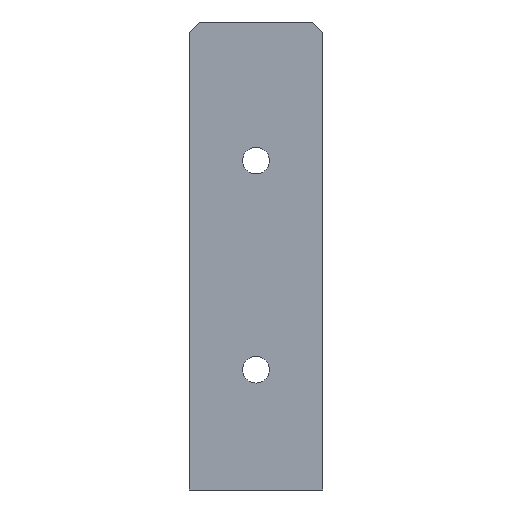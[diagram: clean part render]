
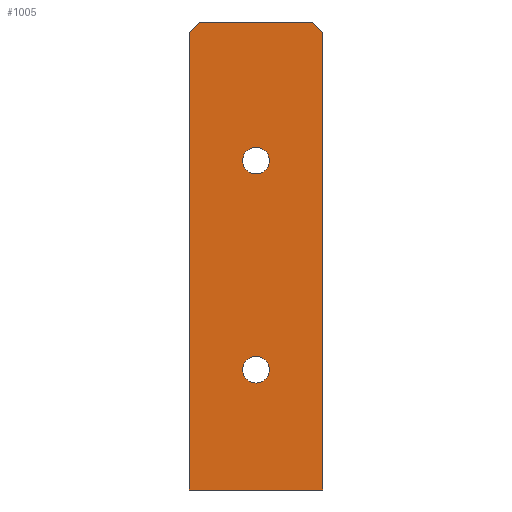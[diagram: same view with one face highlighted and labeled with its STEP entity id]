
A CAD part, left-side view. The second image highlights one B-rep face of the part: STEP entity #1005.
In plain terms, the highlighted planar face has unit normal (-1, 0, 0).
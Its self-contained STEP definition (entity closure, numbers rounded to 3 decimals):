
#31=CIRCLE('',#1074,2.);
#32=CIRCLE('',#1075,2.);
#79=FACE_BOUND('',#218,.T.);
#80=FACE_BOUND('',#219,.T.);
#92=PLANE('',#1073);
#153=FACE_OUTER_BOUND('',#217,.T.);
#217=EDGE_LOOP('',(#788,#789,#790,#791,#792,#793));
#218=EDGE_LOOP('',(#794));
#219=EDGE_LOOP('',(#795));
#284=LINE('',#3097,#367);
#295=LINE('',#3126,#378);
#300=LINE('',#3142,#383);
#301=LINE('',#3144,#384);
#302=LINE('',#3146,#385);
#303=LINE('',#3147,#386);
#367=VECTOR('',#1163,10.);
#378=VECTOR('',#1192,10.);
#383=VECTOR('',#1205,10.);
#384=VECTOR('',#1206,10.);
#385=VECTOR('',#1207,10.);
#386=VECTOR('',#1208,10.);
#468=VERTEX_POINT('',#3095);
#469=VERTEX_POINT('',#3096);
#478=VERTEX_POINT('',#3125);
#485=VERTEX_POINT('',#3141);
#486=VERTEX_POINT('',#3143);
#487=VERTEX_POINT('',#3145);
#488=VERTEX_POINT('',#3148);
#489=VERTEX_POINT('',#3150);
#570=EDGE_CURVE('',#468,#469,#284,.T.);
#585=EDGE_CURVE('',#478,#469,#295,.T.);
#593=EDGE_CURVE('',#468,#485,#300,.T.);
#594=EDGE_CURVE('',#486,#485,#301,.T.);
#595=EDGE_CURVE('',#487,#486,#302,.T.);
#596=EDGE_CURVE('',#478,#487,#303,.T.);
#597=EDGE_CURVE('',#488,#488,#31,.T.);
#598=EDGE_CURVE('',#489,#489,#32,.T.);
#788=ORIENTED_EDGE('',*,*,#570,.F.);
#789=ORIENTED_EDGE('',*,*,#593,.T.);
#790=ORIENTED_EDGE('',*,*,#594,.F.);
#791=ORIENTED_EDGE('',*,*,#595,.F.);
#792=ORIENTED_EDGE('',*,*,#596,.F.);
#793=ORIENTED_EDGE('',*,*,#585,.T.);
#794=ORIENTED_EDGE('',*,*,#597,.T.);
#795=ORIENTED_EDGE('',*,*,#598,.T.);
#1005=ADVANCED_FACE('',(#153,#79,#80),#92,.T.);
#1073=AXIS2_PLACEMENT_3D('',#3140,#1203,#1204);
#1074=AXIS2_PLACEMENT_3D('',#3149,#1209,#1210);
#1075=AXIS2_PLACEMENT_3D('',#3151,#1211,#1212);
#1163=DIRECTION('',(0.,-0.707,-0.707));
#1192=DIRECTION('',(0.,0.,1.));
#1203=DIRECTION('center_axis',(-1.,0.,0.));
#1204=DIRECTION('ref_axis',(0.,0.,1.));
#1205=DIRECTION('',(0.,1.,0.));
#1206=DIRECTION('',(0.,-0.707,0.707));
#1207=DIRECTION('',(0.,0.,1.));
#1208=DIRECTION('',(0.,1.,0.));
#1209=DIRECTION('center_axis',(1.,0.,0.));
#1210=DIRECTION('ref_axis',(0.,1.,0.));
#1211=DIRECTION('center_axis',(1.,0.,0.));
#1212=DIRECTION('ref_axis',(0.,1.,0.));
#3095=CARTESIAN_POINT('',(0.,1.5,70.));
#3096=CARTESIAN_POINT('',(0.,0.,68.5));
#3097=CARTESIAN_POINT('',(0.,-16.75,51.75));
#3125=CARTESIAN_POINT('',(0.,0.,0.));
#3126=CARTESIAN_POINT('',(0.,0.,0.));
#3140=CARTESIAN_POINT('Origin',(0.,0.,0.));
#3141=CARTESIAN_POINT('',(0.,18.5,70.));
#3142=CARTESIAN_POINT('',(0.,0.,70.));
#3143=CARTESIAN_POINT('',(0.,20.,68.5));
#3144=CARTESIAN_POINT('',(0.,31.75,56.75));
#3145=CARTESIAN_POINT('',(0.,20.,0.));
#3146=CARTESIAN_POINT('',(0.,20.,0.));
#3147=CARTESIAN_POINT('',(0.,0.,0.));
#3148=CARTESIAN_POINT('',(0.,8.,18.));
#3149=CARTESIAN_POINT('Origin',(0.,10.,18.));
#3150=CARTESIAN_POINT('',(0.,8.,49.272));
#3151=CARTESIAN_POINT('Origin',(0.,10.,49.272));
